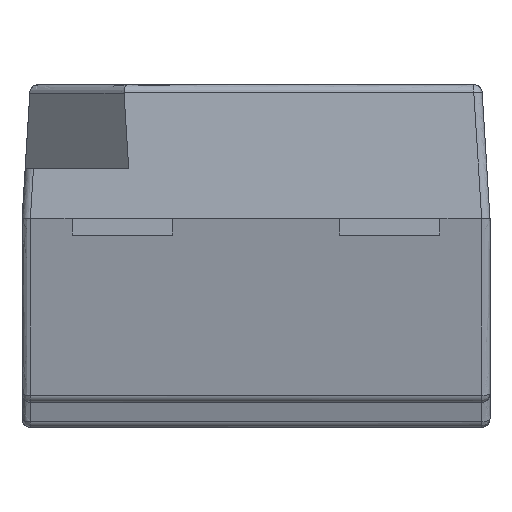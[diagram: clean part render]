
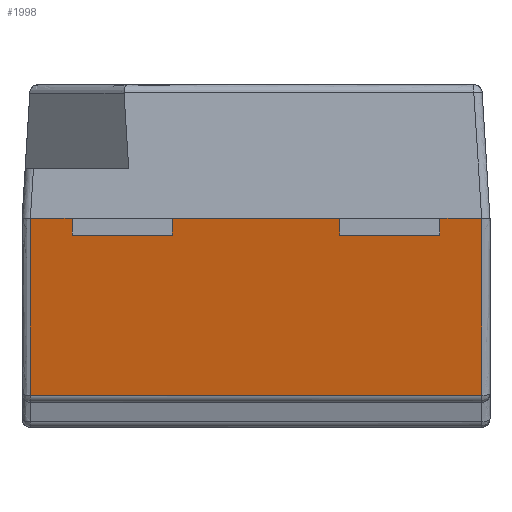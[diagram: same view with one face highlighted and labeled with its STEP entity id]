
A CAD part, front view. The second image highlights one B-rep face of the part: STEP entity #1998.
In plain terms, the highlighted free-form (B-spline) face has degree [1, 1] with [2, 2] control points.
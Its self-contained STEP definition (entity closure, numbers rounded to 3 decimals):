
#1998 = ADVANCED_FACE('',(#1999),#2091,.T.);
#1999 = FACE_BOUND('',#2000,.T.);
#2000 = EDGE_LOOP('',(#2001,#2011,#2019,#2027,#2034,#2041,#2048,#2055,
    #2062,#2070,#2078,#2086));
#2001 = ORIENTED_EDGE('',*,*,#2002,.F.);
#2002 = EDGE_CURVE('',#2003,#2005,#2007,.T.);
#2003 = VERTEX_POINT('',#2004);
#2004 = CARTESIAN_POINT('',(-0.5,-1.582,-0.1));
#2005 = VERTEX_POINT('',#2006);
#2006 = CARTESIAN_POINT('',(-0.5,-1.6,0.));
#2007 = LINE('',#2008,#2009);
#2008 = CARTESIAN_POINT('',(-0.5,-1.504,
    -0.529));
#2009 = VECTOR('',#2010,1.);
#2010 = DIRECTION('',(0.,-0.179,0.984));
#2011 = ORIENTED_EDGE('',*,*,#2012,.F.);
#2012 = EDGE_CURVE('',#2013,#2003,#2015,.T.);
#2013 = VERTEX_POINT('',#2014);
#2014 = CARTESIAN_POINT('',(-1.1,-1.582,-0.1));
#2015 = LINE('',#2016,#2017);
#2016 = CARTESIAN_POINT('',(0.,-1.582,-0.1));
#2017 = VECTOR('',#2018,1.);
#2018 = DIRECTION('',(1.,0.,0.));
#2019 = ORIENTED_EDGE('',*,*,#2020,.F.);
#2020 = EDGE_CURVE('',#2021,#2013,#2023,.T.);
#2021 = VERTEX_POINT('',#2022);
#2022 = CARTESIAN_POINT('',(-1.1,-1.6,0.));
#2023 = LINE('',#2024,#2025);
#2024 = CARTESIAN_POINT('',(-1.1,-1.504,
    -0.529));
#2025 = VECTOR('',#2026,1.);
#2026 = DIRECTION('',(0.,0.179,-0.984));
#2027 = ORIENTED_EDGE('',*,*,#2028,.T.);
#2028 = EDGE_CURVE('',#2021,#2029,#2031,.T.);
#2029 = VERTEX_POINT('',#2030);
#2030 = CARTESIAN_POINT('',(-1.35,-1.6,0.));
#2031 = B_SPLINE_CURVE_WITH_KNOTS('',1,(#2032,#2033),.UNSPECIFIED.,.F.,
  .F.,(2,2),(0.18,0.205),.PIECEWISE_BEZIER_KNOTS.);
#2032 = CARTESIAN_POINT('',(-1.1,-1.6,0.));
#2033 = CARTESIAN_POINT('',(-1.35,-1.6,0.));
#2034 = ORIENTED_EDGE('',*,*,#2035,.F.);
#2035 = EDGE_CURVE('',#2036,#2029,#2038,.T.);
#2036 = VERTEX_POINT('',#2037);
#2037 = CARTESIAN_POINT('',(-1.35,-1.407,-1.059));
#2038 = B_SPLINE_CURVE_WITH_KNOTS('',1,(#2039,#2040),.UNSPECIFIED.,.F.,
  .F.,(2,2),(-0.08,0.028),
  .PIECEWISE_BEZIER_KNOTS.);
#2039 = CARTESIAN_POINT('',(-1.35,-1.407,-1.059));
#2040 = CARTESIAN_POINT('',(-1.35,-1.6,0.));
#2041 = ORIENTED_EDGE('',*,*,#2042,.F.);
#2042 = EDGE_CURVE('',#2043,#2036,#2045,.T.);
#2043 = VERTEX_POINT('',#2044);
#2044 = CARTESIAN_POINT('',(1.35,-1.407,-1.059));
#2045 = B_SPLINE_CURVE_WITH_KNOTS('',1,(#2046,#2047),.UNSPECIFIED.,.F.,
  .F.,(2,2),(-0.1,0.17),.PIECEWISE_BEZIER_KNOTS.);
#2046 = CARTESIAN_POINT('',(1.35,-1.407,-1.059));
#2047 = CARTESIAN_POINT('',(-1.35,-1.407,-1.059));
#2048 = ORIENTED_EDGE('',*,*,#2049,.F.);
#2049 = EDGE_CURVE('',#2050,#2043,#2052,.T.);
#2050 = VERTEX_POINT('',#2051);
#2051 = CARTESIAN_POINT('',(1.35,-1.6,0.));
#2052 = B_SPLINE_CURVE_WITH_KNOTS('',1,(#2053,#2054),.UNSPECIFIED.,.F.,
  .F.,(2,2),(-0.057,0.051),
  .PIECEWISE_BEZIER_KNOTS.);
#2053 = CARTESIAN_POINT('',(1.35,-1.6,0.));
#2054 = CARTESIAN_POINT('',(1.35,-1.407,-1.059));
#2055 = ORIENTED_EDGE('',*,*,#2056,.T.);
#2056 = EDGE_CURVE('',#2050,#2057,#2059,.T.);
#2057 = VERTEX_POINT('',#2058);
#2058 = CARTESIAN_POINT('',(1.1,-1.6,0.));
#2059 = B_SPLINE_CURVE_WITH_KNOTS('',1,(#2060,#2061),.UNSPECIFIED.,.F.,
  .F.,(2,2),(-0.065,-0.04),.PIECEWISE_BEZIER_KNOTS.);
#2060 = CARTESIAN_POINT('',(1.35,-1.6,0.));
#2061 = CARTESIAN_POINT('',(1.1,-1.6,0.));
#2062 = ORIENTED_EDGE('',*,*,#2063,.F.);
#2063 = EDGE_CURVE('',#2064,#2057,#2066,.T.);
#2064 = VERTEX_POINT('',#2065);
#2065 = CARTESIAN_POINT('',(1.1,-1.582,-0.1));
#2066 = LINE('',#2067,#2068);
#2067 = CARTESIAN_POINT('',(1.1,-1.504,
    -0.529));
#2068 = VECTOR('',#2069,1.);
#2069 = DIRECTION('',(0.,-0.179,0.984));
#2070 = ORIENTED_EDGE('',*,*,#2071,.F.);
#2071 = EDGE_CURVE('',#2072,#2064,#2074,.T.);
#2072 = VERTEX_POINT('',#2073);
#2073 = CARTESIAN_POINT('',(0.5,-1.582,-0.1));
#2074 = LINE('',#2075,#2076);
#2075 = CARTESIAN_POINT('',(0.,-1.582,-0.1));
#2076 = VECTOR('',#2077,1.);
#2077 = DIRECTION('',(1.,0.,0.));
#2078 = ORIENTED_EDGE('',*,*,#2079,.F.);
#2079 = EDGE_CURVE('',#2080,#2072,#2082,.T.);
#2080 = VERTEX_POINT('',#2081);
#2081 = CARTESIAN_POINT('',(0.5,-1.6,0.));
#2082 = LINE('',#2083,#2084);
#2083 = CARTESIAN_POINT('',(0.5,-1.504,
    -0.529));
#2084 = VECTOR('',#2085,1.);
#2085 = DIRECTION('',(0.,0.179,-0.984));
#2086 = ORIENTED_EDGE('',*,*,#2087,.T.);
#2087 = EDGE_CURVE('',#2080,#2005,#2088,.T.);
#2088 = B_SPLINE_CURVE_WITH_KNOTS('',1,(#2089,#2090),.UNSPECIFIED.,.F.,
  .F.,(2,2),(0.02,0.12),
  .PIECEWISE_BEZIER_KNOTS.);
#2089 = CARTESIAN_POINT('',(0.5,-1.6,0.));
#2090 = CARTESIAN_POINT('',(-0.5,-1.6,0.));
#2091 = B_SPLINE_SURFACE_WITH_KNOTS('',1,1,(
    (#2092,#2093)
    ,(#2094,#2095
    )),.UNSPECIFIED.,.F.,.F.,.F.,(2,2),(2,2),(-0.057,
    0.053),(-0.206,0.066),.PIECEWISE_BEZIER_KNOTS.);
#2092 = CARTESIAN_POINT('',(-1.36,-1.602,0.01));
#2093 = CARTESIAN_POINT('',(1.36,-1.602,0.01));
#2094 = CARTESIAN_POINT('',(-1.36,-1.406,-1.069));
#2095 = CARTESIAN_POINT('',(1.36,-1.406,-1.069));
